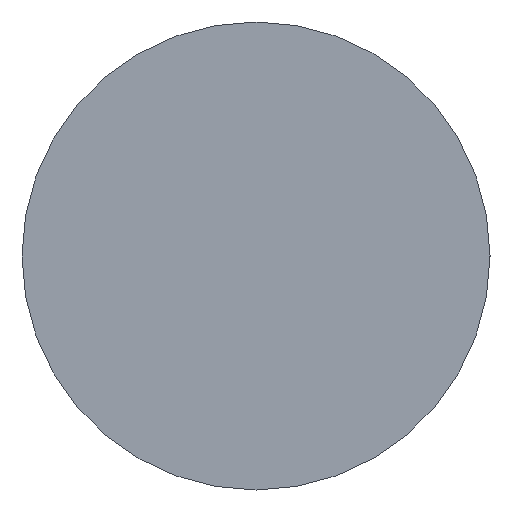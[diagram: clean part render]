
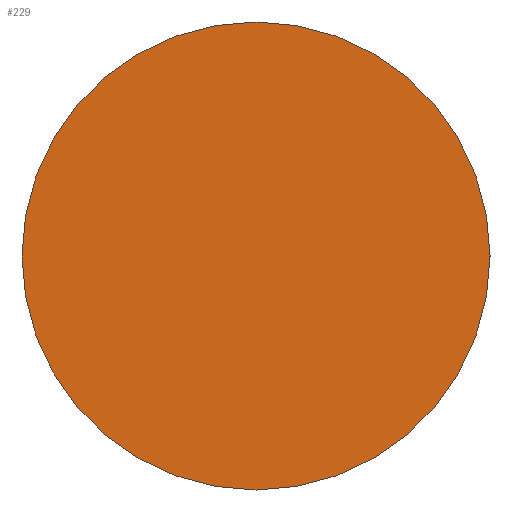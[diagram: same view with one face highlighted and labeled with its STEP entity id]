
A CAD part, left-side view. The second image highlights one B-rep face of the part: STEP entity #229.
In plain terms, the highlighted planar face has unit normal (-1, 0, 0).
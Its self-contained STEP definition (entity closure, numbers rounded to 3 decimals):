
#229 = ADVANCED_FACE ( 'NONE', ( #1219 ), #1952, .T. ) ;
#569 = DIRECTION ( 'NONE',  ( -1., 0., 0. ) ) ;
#654 = CARTESIAN_POINT ( 'NONE',  ( -5., 0., -10. ) ) ;
#743 = EDGE_CURVE ( 'NONE', #1187, #1979, #2138, .T. ) ;
#753 = DIRECTION ( 'NONE',  ( 0., 0., 1. ) ) ;
#930 = CARTESIAN_POINT ( 'NONE',  ( -5., 0., 0. ) ) ;
#938 = DIRECTION ( 'NONE',  ( -1., 0., 0. ) ) ;
#966 = CIRCLE ( 'NONE', #2186, 10. ) ;
#1031 = ORIENTED_EDGE ( 'NONE', *, *, #2216, .T. ) ;
#1127 = DIRECTION ( 'NONE',  ( 0., 0., 1. ) ) ;
#1187 = VERTEX_POINT ( 'NONE', #654 ) ;
#1188 = CARTESIAN_POINT ( 'NONE',  ( -5., 0., 10. ) ) ;
#1219 = FACE_OUTER_BOUND ( 'NONE', #2269, .T. ) ;
#1321 = DIRECTION ( 'NONE',  ( -1., 0., 0. ) ) ;
#1331 = AXIS2_PLACEMENT_3D ( 'NONE', #1700, #569, #2032 ) ;
#1641 = ORIENTED_EDGE ( 'NONE', *, *, #743, .T. ) ;
#1700 = CARTESIAN_POINT ( 'NONE',  ( -5., 0., 0. ) ) ;
#1847 = CARTESIAN_POINT ( 'NONE',  ( -5., 0., 0. ) ) ;
#1952 = PLANE ( 'NONE',  #1331 ) ;
#1979 = VERTEX_POINT ( 'NONE', #1188 ) ;
#1987 = AXIS2_PLACEMENT_3D ( 'NONE', #930, #1321, #1127 ) ;
#2032 = DIRECTION ( 'NONE',  ( 0., 0., 1. ) ) ;
#2138 = CIRCLE ( 'NONE', #1987, 10. ) ;
#2186 = AXIS2_PLACEMENT_3D ( 'NONE', #1847, #938, #753 ) ;
#2216 = EDGE_CURVE ( 'NONE', #1979, #1187, #966, .T. ) ;
#2269 = EDGE_LOOP ( 'NONE', ( #1641, #1031 ) ) ;
